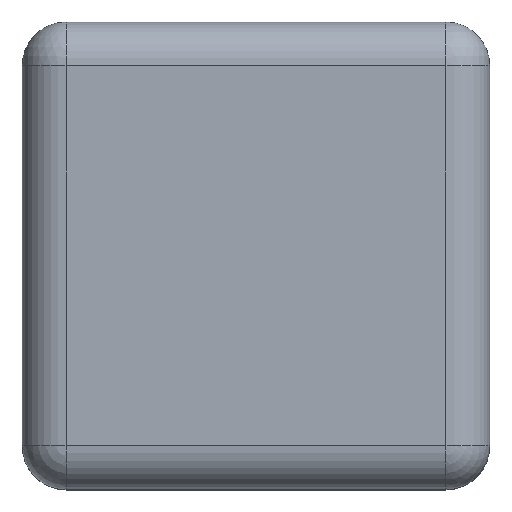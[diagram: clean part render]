
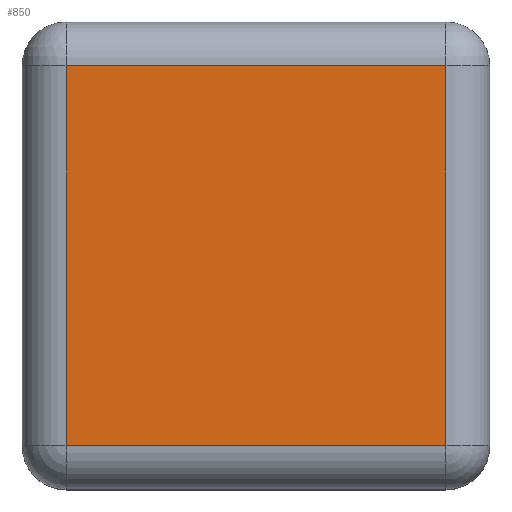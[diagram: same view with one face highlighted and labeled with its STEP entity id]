
A CAD part, top view. The second image highlights one B-rep face of the part: STEP entity #850.
In plain terms, the highlighted planar face has unit normal (0, 0, 1).
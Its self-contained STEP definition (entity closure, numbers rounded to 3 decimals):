
#131 = CYLINDRICAL_SURFACE('',#132,3.);
#132 = AXIS2_PLACEMENT_3D('',#133,#134,#135);
#133 = CARTESIAN_POINT('',(3.,0.,18.));
#134 = DIRECTION('',(0.,1.,0.));
#135 = DIRECTION('',(-1.,0.,0.));
#481 = VERTEX_POINT('',#482);
#482 = CARTESIAN_POINT('',(3.,3.,21.));
#502 = EDGE_CURVE('',#481,#503,#505,.T.);
#503 = VERTEX_POINT('',#504);
#504 = CARTESIAN_POINT('',(3.,29.,21.));
#505 = SURFACE_CURVE('',#506,(#510,#517),.PCURVE_S1.);
#506 = LINE('',#507,#508);
#507 = CARTESIAN_POINT('',(3.,0.,21.));
#508 = VECTOR('',#509,1.);
#509 = DIRECTION('',(0.,1.,0.));
#510 = PCURVE('',#131,#511);
#511 = DEFINITIONAL_REPRESENTATION('',(#512),#516);
#512 = LINE('',#513,#514);
#513 = CARTESIAN_POINT('',(1.571,0.));
#514 = VECTOR('',#515,1.);
#515 = DIRECTION('',(0.,1.));
#516 = ( GEOMETRIC_REPRESENTATION_CONTEXT(2) 
PARAMETRIC_REPRESENTATION_CONTEXT() REPRESENTATION_CONTEXT('2D SPACE',''
  ) );
#517 = PCURVE('',#518,#523);
#518 = PLANE('',#519);
#519 = AXIS2_PLACEMENT_3D('',#520,#521,#522);
#520 = CARTESIAN_POINT('',(0.,0.,21.));
#521 = DIRECTION('',(0.,0.,1.));
#522 = DIRECTION('',(1.,0.,0.));
#523 = DEFINITIONAL_REPRESENTATION('',(#524),#528);
#524 = LINE('',#525,#526);
#525 = CARTESIAN_POINT('',(3.,0.));
#526 = VECTOR('',#527,1.);
#527 = DIRECTION('',(0.,1.));
#528 = ( GEOMETRIC_REPRESENTATION_CONTEXT(2) 
PARAMETRIC_REPRESENTATION_CONTEXT() REPRESENTATION_CONTEXT('2D SPACE',''
  ) );
#574 = CYLINDRICAL_SURFACE('',#575,3.);
#575 = AXIS2_PLACEMENT_3D('',#576,#577,#578);
#576 = CARTESIAN_POINT('',(0.,3.,18.));
#577 = DIRECTION('',(1.,0.,0.));
#578 = DIRECTION('',(0.,-1.,0.));
#628 = CYLINDRICAL_SURFACE('',#629,3.);
#629 = AXIS2_PLACEMENT_3D('',#630,#631,#632);
#630 = CARTESIAN_POINT('',(0.,29.,18.));
#631 = DIRECTION('',(1.,0.,0.));
#632 = DIRECTION('',(-0.,1.,0.));
#788 = CYLINDRICAL_SURFACE('',#789,3.);
#789 = AXIS2_PLACEMENT_3D('',#790,#791,#792);
#790 = CARTESIAN_POINT('',(29.,0.,18.));
#791 = DIRECTION('',(0.,1.,0.));
#792 = DIRECTION('',(1.,0.,-0.));
#850 = ADVANCED_FACE('',(#851),#518,.T.);
#851 = FACE_BOUND('',#852,.T.);
#852 = EDGE_LOOP('',(#853,#854,#877,#900));
#853 = ORIENTED_EDGE('',*,*,#502,.F.);
#854 = ORIENTED_EDGE('',*,*,#855,.T.);
#855 = EDGE_CURVE('',#481,#856,#858,.T.);
#856 = VERTEX_POINT('',#857);
#857 = CARTESIAN_POINT('',(29.,3.,21.));
#858 = SURFACE_CURVE('',#859,(#863,#870),.PCURVE_S1.);
#859 = LINE('',#860,#861);
#860 = CARTESIAN_POINT('',(0.,3.,21.));
#861 = VECTOR('',#862,1.);
#862 = DIRECTION('',(1.,0.,0.));
#863 = PCURVE('',#518,#864);
#864 = DEFINITIONAL_REPRESENTATION('',(#865),#869);
#865 = LINE('',#866,#867);
#866 = CARTESIAN_POINT('',(0.,3.));
#867 = VECTOR('',#868,1.);
#868 = DIRECTION('',(1.,0.));
#869 = ( GEOMETRIC_REPRESENTATION_CONTEXT(2) 
PARAMETRIC_REPRESENTATION_CONTEXT() REPRESENTATION_CONTEXT('2D SPACE',''
  ) );
#870 = PCURVE('',#574,#871);
#871 = DEFINITIONAL_REPRESENTATION('',(#872),#876);
#872 = LINE('',#873,#874);
#873 = CARTESIAN_POINT('',(-1.571,0.));
#874 = VECTOR('',#875,1.);
#875 = DIRECTION('',(-0.,1.));
#876 = ( GEOMETRIC_REPRESENTATION_CONTEXT(2) 
PARAMETRIC_REPRESENTATION_CONTEXT() REPRESENTATION_CONTEXT('2D SPACE',''
  ) );
#877 = ORIENTED_EDGE('',*,*,#878,.T.);
#878 = EDGE_CURVE('',#856,#879,#881,.T.);
#879 = VERTEX_POINT('',#880);
#880 = CARTESIAN_POINT('',(29.,29.,21.));
#881 = SURFACE_CURVE('',#882,(#886,#893),.PCURVE_S1.);
#882 = LINE('',#883,#884);
#883 = CARTESIAN_POINT('',(29.,0.,21.));
#884 = VECTOR('',#885,1.);
#885 = DIRECTION('',(0.,1.,0.));
#886 = PCURVE('',#518,#887);
#887 = DEFINITIONAL_REPRESENTATION('',(#888),#892);
#888 = LINE('',#889,#890);
#889 = CARTESIAN_POINT('',(29.,0.));
#890 = VECTOR('',#891,1.);
#891 = DIRECTION('',(0.,1.));
#892 = ( GEOMETRIC_REPRESENTATION_CONTEXT(2) 
PARAMETRIC_REPRESENTATION_CONTEXT() REPRESENTATION_CONTEXT('2D SPACE',''
  ) );
#893 = PCURVE('',#788,#894);
#894 = DEFINITIONAL_REPRESENTATION('',(#895),#899);
#895 = LINE('',#896,#897);
#896 = CARTESIAN_POINT('',(-1.571,0.));
#897 = VECTOR('',#898,1.);
#898 = DIRECTION('',(-0.,1.));
#899 = ( GEOMETRIC_REPRESENTATION_CONTEXT(2) 
PARAMETRIC_REPRESENTATION_CONTEXT() REPRESENTATION_CONTEXT('2D SPACE',''
  ) );
#900 = ORIENTED_EDGE('',*,*,#901,.F.);
#901 = EDGE_CURVE('',#503,#879,#902,.T.);
#902 = SURFACE_CURVE('',#903,(#907,#914),.PCURVE_S1.);
#903 = LINE('',#904,#905);
#904 = CARTESIAN_POINT('',(0.,29.,21.));
#905 = VECTOR('',#906,1.);
#906 = DIRECTION('',(1.,0.,0.));
#907 = PCURVE('',#518,#908);
#908 = DEFINITIONAL_REPRESENTATION('',(#909),#913);
#909 = LINE('',#910,#911);
#910 = CARTESIAN_POINT('',(0.,29.));
#911 = VECTOR('',#912,1.);
#912 = DIRECTION('',(1.,0.));
#913 = ( GEOMETRIC_REPRESENTATION_CONTEXT(2) 
PARAMETRIC_REPRESENTATION_CONTEXT() REPRESENTATION_CONTEXT('2D SPACE',''
  ) );
#914 = PCURVE('',#628,#915);
#915 = DEFINITIONAL_REPRESENTATION('',(#916),#920);
#916 = LINE('',#917,#918);
#917 = CARTESIAN_POINT('',(1.571,0.));
#918 = VECTOR('',#919,1.);
#919 = DIRECTION('',(0.,1.));
#920 = ( GEOMETRIC_REPRESENTATION_CONTEXT(2) 
PARAMETRIC_REPRESENTATION_CONTEXT() REPRESENTATION_CONTEXT('2D SPACE',''
  ) );
